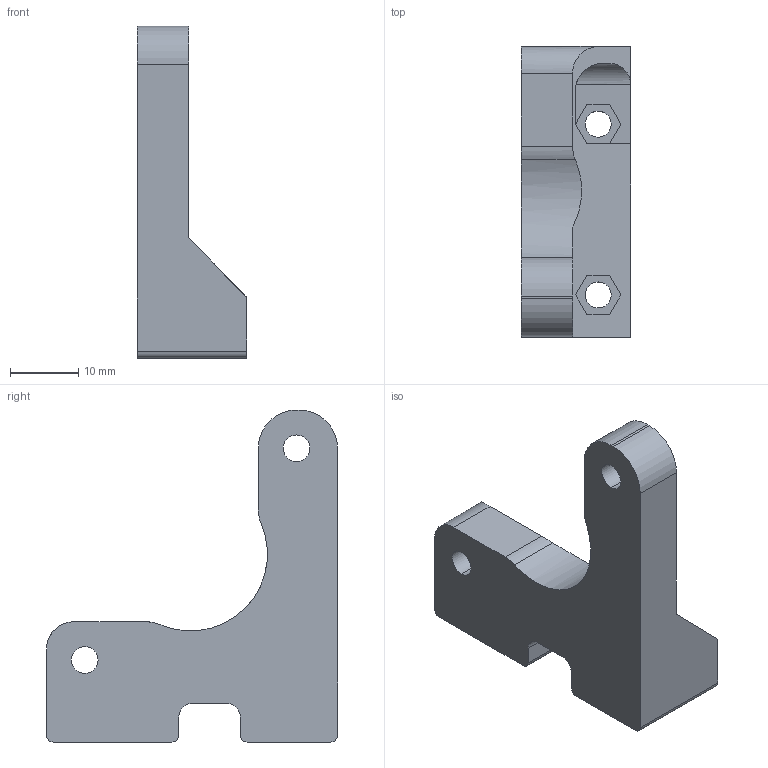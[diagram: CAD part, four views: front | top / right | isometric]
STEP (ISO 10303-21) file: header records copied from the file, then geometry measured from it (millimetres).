
FILE_DESCRIPTION (( 'STEP AP214' ), '1' );
FILE_NAME ('101 Y Motor Mount.STEP', '2021-03-17T18:24:49', ( '' ), ( '' ), 'SwSTEP 2.0', 'SolidWorks 2019', '' );
FILE_SCHEMA (( 'AUTOMOTIVE_DESIGN' ));
Length unit declared in the file: millimetre
Products named in the file (1): 101 Y Motor Mount
Bounding box: 16 x 42.6 x 48.6 mm (x, y, z)
Volume: 10995.5 mm3; surface area: 4824.6 mm2
Topology: 1 solids, 1 shells, 58 faces, 158 edges, 104 vertices
Faces by surface type: plane 33, cylinder 25
Entity records: 1899 total; most frequent: CARTESIAN_POINT 354, ORIENTED_EDGE 316, DIRECTION 314, EDGE_CURVE 158, VECTOR 106, LINE 106, AXIS2_PLACEMENT_3D 104, VERTEX_POINT 104
